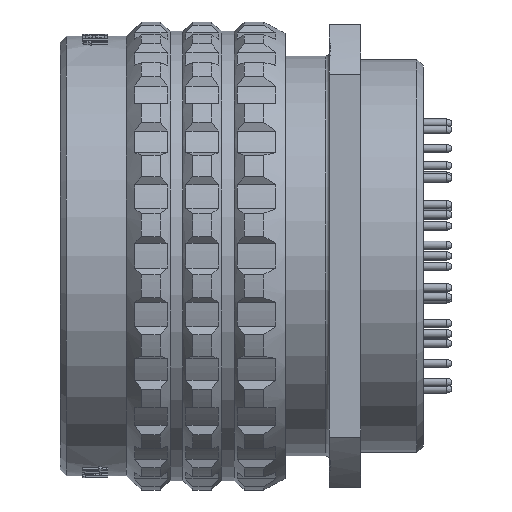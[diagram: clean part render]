
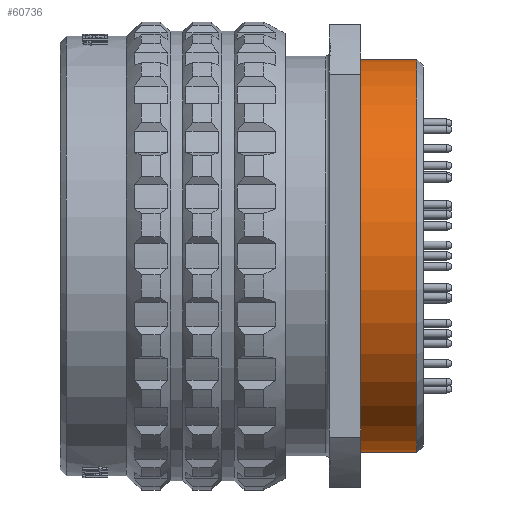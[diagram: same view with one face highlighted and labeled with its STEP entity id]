
A CAD part, top view. The second image highlights one B-rep face of the part: STEP entity #60736.
In plain terms, the highlighted cylindrical face has radius 15.7 mm (diameter 31.4 mm), a partial arc.
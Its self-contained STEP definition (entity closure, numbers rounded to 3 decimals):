
#4394=CARTESIAN_POINT('',(28.5,0.,0.));
#4395=DIRECTION('',(1.,0.,0.));
#4396=DIRECTION('',(0.,1.,0.));
#4397=AXIS2_PLACEMENT_3D('',#4394,#4395,#4396);
#4399=DIRECTION('',(-1.,0.,0.));
#4400=VECTOR('',#4399,4.5);
#4401=CARTESIAN_POINT('',(28.5,15.7,0.));
#4402=LINE('4425',#4401,#4400);
#4403=DIRECTION('',(-1.,0.,0.));
#4404=VECTOR('',#4403,4.5);
#4405=CARTESIAN_POINT('',(28.5,-15.7,0.));
#4406=LINE('4433',#4405,#4404);
#4428=CARTESIAN_POINT('',(24.,0.,0.));
#4429=DIRECTION('',(1.,0.,0.));
#4430=DIRECTION('',(0.,1.,0.));
#4431=AXIS2_PLACEMENT_3D('',#4428,#4429,#4430);
#41766=CARTESIAN_POINT('',(28.5,15.7,0.));
#41768=VERTEX_POINT('',#41766);
#41769=CARTESIAN_POINT('',(24.,15.7,0.));
#41770=VERTEX_POINT('',#41769);
#41776=CARTESIAN_POINT('',(28.5,-15.7,0.));
#41778=VERTEX_POINT('',#41776);
#41779=CARTESIAN_POINT('',(24.,-15.7,0.));
#41780=VERTEX_POINT('',#41779);
#60722=CARTESIAN_POINT('',(-1.45,0.,0.));
#60723=DIRECTION('',(1.,0.,0.));
#60724=DIRECTION('',(0.,-1.,0.));
#60725=AXIS2_PLACEMENT_3D('',#60722,#60723,#60724);
#60726=CYLINDRICAL_SURFACE('247',#60725,15.7);
#60728=ORIENTED_EDGE('4425',*,*,#60727,.F.);
#60729=ORIENTED_EDGE('4444',*,*,#60710,.T.);
#60731=ORIENTED_EDGE('4433',*,*,#60730,.T.);
#60733=ORIENTED_EDGE('4696',*,*,#60732,.F.);
#60734=EDGE_LOOP('247',(#60728,#60729,#60731,#60733));
#60735=FACE_OUTER_BOUND('247',#60734,.F.);
#4398=CIRCLE('4444',#4397,15.7);
#4432=CIRCLE('4696',#4431,15.7);
#60710=EDGE_CURVE('4444',#41768,#41778,#4398,.T.);
#60727=EDGE_CURVE('4425',#41768,#41770,#4402,.T.);
#60730=EDGE_CURVE('4433',#41778,#41780,#4406,.T.);
#60732=EDGE_CURVE('4696',#41770,#41780,#4432,.T.);
#60736=ADVANCED_FACE('247',(#60735),#60726,.T.);
